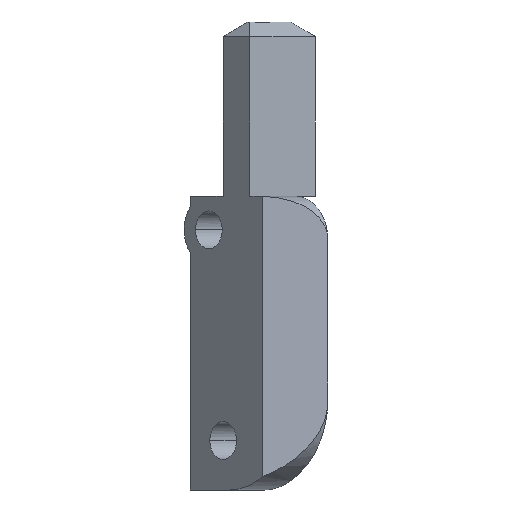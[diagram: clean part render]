
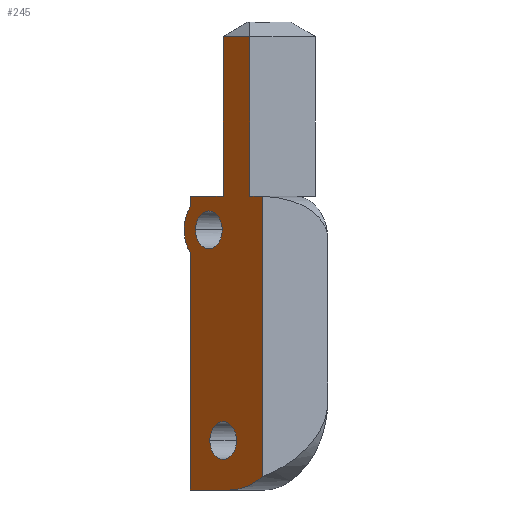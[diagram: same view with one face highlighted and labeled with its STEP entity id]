
A CAD part, left-side view. The second image highlights one B-rep face of the part: STEP entity #245.
In plain terms, the highlighted planar face has unit normal (-0.707, 0.707, 0).
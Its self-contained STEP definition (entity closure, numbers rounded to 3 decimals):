
#12 = LINE ( 'NONE', #893, #531 ) ;
#16 = CARTESIAN_POINT ( 'NONE',  ( -16.738, 26.384, 17.41 ) ) ;
#24 = EDGE_CURVE ( 'NONE', #143, #102, #83, .T. ) ;
#41 = CARTESIAN_POINT ( 'NONE',  ( -19.001, 24.121, 48.61 ) ) ;
#44 = VECTOR ( 'NONE', #871, 1000. ) ;
#57 = DIRECTION ( 'NONE',  ( -0.707, -0.707, 0. ) ) ;
#66 = CARTESIAN_POINT ( 'NONE',  ( -18.081, 25.04, 20.81 ) ) ;
#68 = LINE ( 'NONE', #854, #217 ) ;
#70 = CIRCLE ( 'NONE', #668, 1.3 ) ;
#73 = ORIENTED_EDGE ( 'NONE', *, *, #567, .F. ) ;
#83 = LINE ( 'NONE', #270, #818 ) ;
#84 = VERTEX_POINT ( 'NONE', #66 ) ;
#94 = VERTEX_POINT ( 'NONE', #751 ) ;
#97 = VERTEX_POINT ( 'NONE', #318 ) ;
#99 = CIRCLE ( 'NONE', #492, 2.4 ) ;
#102 = VERTEX_POINT ( 'NONE', #240 ) ;
#110 = CARTESIAN_POINT ( 'NONE',  ( -21.688, 21.434, 37.61 ) ) ;
#117 = CARTESIAN_POINT ( 'NONE',  ( -18.011, 25.111, 35.31 ) ) ;
#118 = LINE ( 'NONE', #16, #44 ) ;
#120 = FACE_BOUND ( 'NONE', #718, .T. ) ;
#121 = DIRECTION ( 'NONE',  ( 0.707, 0.707, 0. ) ) ;
#134 = AXIS2_PLACEMENT_3D ( 'NONE', #214, #379, #799 ) ;
#138 = DIRECTION ( 'NONE',  ( -0.707, -0.707, 0. ) ) ;
#139 = EDGE_CURVE ( 'NONE', #263, #287, #70, .T. ) ;
#140 = DIRECTION ( 'NONE',  ( 0., 0., -1. ) ) ;
#143 = VERTEX_POINT ( 'NONE', #641 ) ;
#144 = VERTEX_POINT ( 'NONE', #848 ) ;
#166 = VECTOR ( 'NONE', #57, 1000. ) ;
#181 = LINE ( 'NONE', #256, #166 ) ;
#187 = CARTESIAN_POINT ( 'NONE',  ( -16.738, 26.384, 37.61 ) ) ;
#196 = DIRECTION ( 'NONE',  ( 0.707, 0.707, 0. ) ) ;
#197 = LINE ( 'NONE', #110, #580 ) ;
#205 = ORIENTED_EDGE ( 'NONE', *, *, #24, .F. ) ;
#214 = CARTESIAN_POINT ( 'NONE',  ( -19.001, 24.121, 20.81 ) ) ;
#217 = VECTOR ( 'NONE', #301, 1000. ) ;
#223 = CARTESIAN_POINT ( 'NONE',  ( -20.839, 22.282, 49.61 ) ) ;
#233 = VERTEX_POINT ( 'NONE', #776 ) ;
#240 = CARTESIAN_POINT ( 'NONE',  ( -21.688, 21.434, 37.61 ) ) ;
#241 = EDGE_CURVE ( 'NONE', #351, #553, #181, .T. ) ;
#245 = ADVANCED_FACE ( 'NONE', ( #120, #408, #336 ), #903, .F. ) ;
#249 = CARTESIAN_POINT ( 'NONE',  ( -16.738, 26.384, 37.61 ) ) ;
#253 = EDGE_CURVE ( 'NONE', #827, #94, #485, .T. ) ;
#256 = CARTESIAN_POINT ( 'NONE',  ( -16.738, 26.384, 37.61 ) ) ;
#263 = VERTEX_POINT ( 'NONE', #267 ) ;
#266 = ORIENTED_EDGE ( 'NONE', *, *, #835, .T. ) ;
#267 = CARTESIAN_POINT ( 'NONE',  ( -18.93, 24.192, 35.31 ) ) ;
#270 = CARTESIAN_POINT ( 'NONE',  ( -16.738, 26.384, 37.61 ) ) ;
#285 = VECTOR ( 'NONE', #140, 1000. ) ;
#287 = VERTEX_POINT ( 'NONE', #665 ) ;
#295 = CARTESIAN_POINT ( 'NONE',  ( -19.001, 24.121, 37.61 ) ) ;
#301 = DIRECTION ( 'NONE',  ( 0.707, 0.707, 0. ) ) ;
#307 = CIRCLE ( 'NONE', #134, 1.3 ) ;
#318 = CARTESIAN_POINT ( 'NONE',  ( -16.738, 26.384, 36.897 ) ) ;
#336 = FACE_OUTER_BOUND ( 'NONE', #882, .T. ) ;
#337 = EDGE_CURVE ( 'NONE', #144, #649, #68, .T. ) ;
#351 = VERTEX_POINT ( 'NONE', #859 ) ;
#354 = DIRECTION ( 'NONE',  ( -0.707, -0.707, 0. ) ) ;
#379 = DIRECTION ( 'NONE',  ( -0.707, 0.707, 0. ) ) ;
#403 = AXIS2_PLACEMENT_3D ( 'NONE', #830, #555, #121 ) ;
#404 = CARTESIAN_POINT ( 'NONE',  ( -19.92, 23.202, 20.81 ) ) ;
#408 = FACE_BOUND ( 'NONE', #763, .T. ) ;
#410 = DIRECTION ( 'NONE',  ( -0.707, -0.707, 0. ) ) ;
#439 = EDGE_CURVE ( 'NONE', #351, #97, #584, .T. ) ;
#460 = ORIENTED_EDGE ( 'NONE', *, *, #439, .T. ) ;
#483 = EDGE_CURVE ( 'NONE', #673, #84, #307, .T. ) ;
#485 = CIRCLE ( 'NONE', #403, 6.121 ) ;
#492 = AXIS2_PLACEMENT_3D ( 'NONE', #117, #694, #410 ) ;
#495 = VECTOR ( 'NONE', #532, 1000. ) ;
#504 = CARTESIAN_POINT ( 'NONE',  ( -19.001, 24.121, 20.81 ) ) ;
#522 = ORIENTED_EDGE ( 'NONE', *, *, #592, .T. ) ;
#524 = EDGE_CURVE ( 'NONE', #233, #94, #118, .T. ) ;
#531 = VECTOR ( 'NONE', #535, 1000. ) ;
#532 = DIRECTION ( 'NONE',  ( 0., 0., -1. ) ) ;
#535 = DIRECTION ( 'NONE',  ( 0., 0., -1. ) ) ;
#547 = DIRECTION ( 'NONE',  ( -0.707, 0.707, 0. ) ) ;
#550 = ORIENTED_EDGE ( 'NONE', *, *, #483, .F. ) ;
#553 = VERTEX_POINT ( 'NONE', #295 ) ;
#555 = DIRECTION ( 'NONE',  ( 0.707, -0.707, 0. ) ) ;
#563 = ORIENTED_EDGE ( 'NONE', *, *, #878, .F. ) ;
#567 = EDGE_CURVE ( 'NONE', #144, #143, #629, .T. ) ;
#580 = VECTOR ( 'NONE', #749, 1000. ) ;
#584 = LINE ( 'NONE', #596, #495 ) ;
#592 = EDGE_CURVE ( 'NONE', #656, #233, #740, .T. ) ;
#594 = CIRCLE ( 'NONE', #885, 1.3 ) ;
#596 = CARTESIAN_POINT ( 'NONE',  ( -16.738, 26.384, 37.61 ) ) ;
#601 = EDGE_CURVE ( 'NONE', #102, #827, #197, .T. ) ;
#613 = ORIENTED_EDGE ( 'NONE', *, *, #524, .T. ) ;
#629 = LINE ( 'NONE', #223, #285 ) ;
#641 = CARTESIAN_POINT ( 'NONE',  ( -20.839, 22.282, 37.61 ) ) ;
#649 = VERTEX_POINT ( 'NONE', #41 ) ;
#656 = VERTEX_POINT ( 'NONE', #685 ) ;
#665 = CARTESIAN_POINT ( 'NONE',  ( -17.091, 26.03, 35.31 ) ) ;
#668 = AXIS2_PLACEMENT_3D ( 'NONE', #781, #785, #354 ) ;
#671 = ORIENTED_EDGE ( 'NONE', *, *, #139, .F. ) ;
#673 = VERTEX_POINT ( 'NONE', #404 ) ;
#674 = ORIENTED_EDGE ( 'NONE', *, *, #253, .F. ) ;
#677 = DIRECTION ( 'NONE',  ( 0., 0., -1. ) ) ;
#680 = EDGE_CURVE ( 'NONE', #649, #553, #12, .T. ) ;
#685 = CARTESIAN_POINT ( 'NONE',  ( -16.738, 26.384, 33.723 ) ) ;
#694 = DIRECTION ( 'NONE',  ( -0.707, 0.707, 0. ) ) ;
#718 = EDGE_LOOP ( 'NONE', ( #550, #880 ) ) ;
#740 = LINE ( 'NONE', #249, #833 ) ;
#742 = ORIENTED_EDGE ( 'NONE', *, *, #241, .F. ) ;
#748 = AXIS2_PLACEMENT_3D ( 'NONE', #904, #547, #907 ) ;
#749 = DIRECTION ( 'NONE',  ( 0., 0., -1. ) ) ;
#751 = CARTESIAN_POINT ( 'NONE',  ( -19.417, 23.705, 17.41 ) ) ;
#763 = EDGE_LOOP ( 'NONE', ( #671, #563 ) ) ;
#772 = DIRECTION ( 'NONE',  ( 0.707, -0.707, 0. ) ) ;
#776 = CARTESIAN_POINT ( 'NONE',  ( -16.738, 26.384, 17.41 ) ) ;
#779 = DIRECTION ( 'NONE',  ( -0.707, -0.707, 0. ) ) ;
#780 = EDGE_CURVE ( 'NONE', #84, #673, #594, .T. ) ;
#781 = CARTESIAN_POINT ( 'NONE',  ( -18.011, 25.111, 35.31 ) ) ;
#785 = DIRECTION ( 'NONE',  ( -0.707, 0.707, 0. ) ) ;
#788 = ORIENTED_EDGE ( 'NONE', *, *, #680, .T. ) ;
#799 = DIRECTION ( 'NONE',  ( -0.707, -0.707, 0. ) ) ;
#818 = VECTOR ( 'NONE', #779, 1000. ) ;
#827 = VERTEX_POINT ( 'NONE', #901 ) ;
#830 = CARTESIAN_POINT ( 'NONE',  ( -19.417, 23.705, 23.531 ) ) ;
#833 = VECTOR ( 'NONE', #677, 1000. ) ;
#835 = EDGE_CURVE ( 'NONE', #97, #656, #99, .T. ) ;
#847 = ORIENTED_EDGE ( 'NONE', *, *, #601, .F. ) ;
#848 = CARTESIAN_POINT ( 'NONE',  ( -20.839, 22.282, 48.61 ) ) ;
#854 = CARTESIAN_POINT ( 'NONE',  ( -16.738, 26.384, 48.61 ) ) ;
#857 = DIRECTION ( 'NONE',  ( -0.707, 0.707, 0. ) ) ;
#859 = CARTESIAN_POINT ( 'NONE',  ( -16.738, 26.384, 37.61 ) ) ;
#862 = ORIENTED_EDGE ( 'NONE', *, *, #337, .T. ) ;
#871 = DIRECTION ( 'NONE',  ( -0.707, -0.707, 0. ) ) ;
#878 = EDGE_CURVE ( 'NONE', #287, #263, #896, .T. ) ;
#880 = ORIENTED_EDGE ( 'NONE', *, *, #780, .F. ) ;
#882 = EDGE_LOOP ( 'NONE', ( #73, #862, #788, #742, #460, #266, #522, #613, #674, #847, #205 ) ) ;
#885 = AXIS2_PLACEMENT_3D ( 'NONE', #504, #857, #138 ) ;
#893 = CARTESIAN_POINT ( 'NONE',  ( -19.001, 24.121, 49.61 ) ) ;
#896 = CIRCLE ( 'NONE', #748, 1.3 ) ;
#897 = AXIS2_PLACEMENT_3D ( 'NONE', #187, #772, #196 ) ;
#901 = CARTESIAN_POINT ( 'NONE',  ( -21.688, 21.434, 18.32 ) ) ;
#903 = PLANE ( 'NONE',  #897 ) ;
#904 = CARTESIAN_POINT ( 'NONE',  ( -18.011, 25.111, 35.31 ) ) ;
#907 = DIRECTION ( 'NONE',  ( -0.707, -0.707, 0. ) ) ;
